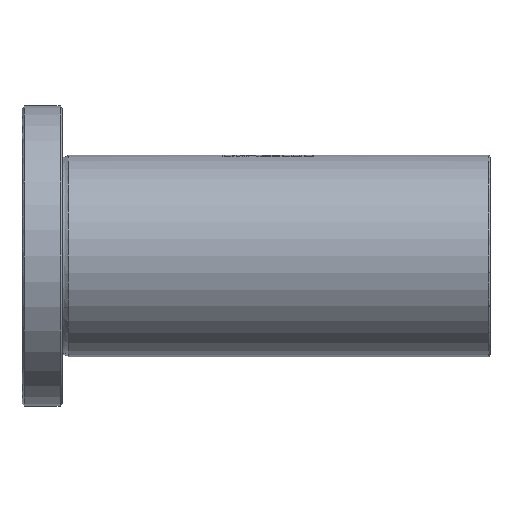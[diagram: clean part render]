
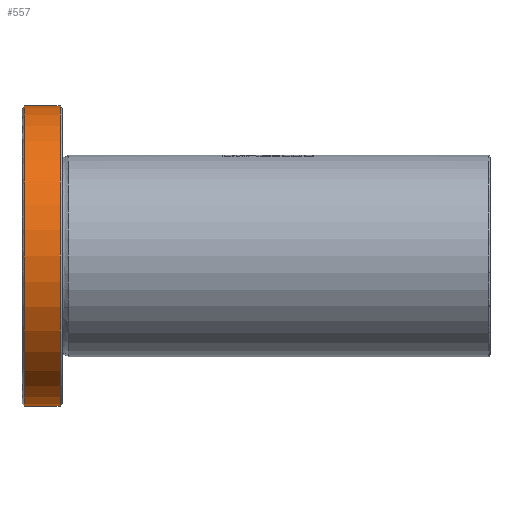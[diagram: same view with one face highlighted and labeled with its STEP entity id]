
A CAD part, front view. The second image highlights one B-rep face of the part: STEP entity #557.
In plain terms, the highlighted cylindrical face has radius 67 mm (diameter 134 mm), a full revolution.
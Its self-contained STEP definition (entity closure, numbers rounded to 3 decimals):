
#511=CYLINDRICAL_SURFACE('',#6346,67.);
#557=ADVANCED_FACE('',(#1219,#1220),#511,.T.);
#1125=CIRCLE('',#6336,67.);
#1126=CIRCLE('',#6337,67.);
#1127=CIRCLE('',#6344,67.);
#1128=CIRCLE('',#6345,67.);
#1219=FACE_BOUND('',#1336,.T.);
#1220=FACE_BOUND('',#1337,.T.);
#1336=EDGE_LOOP('',(#2440,#2441));
#1337=EDGE_LOOP('',(#2442,#2443));
#2440=ORIENTED_EDGE('',*,*,#4722,.T.);
#2441=ORIENTED_EDGE('',*,*,#4723,.T.);
#2442=ORIENTED_EDGE('',*,*,#4734,.F.);
#2443=ORIENTED_EDGE('',*,*,#4735,.F.);
#4128=VERTEX_POINT('',#9408);
#4129=VERTEX_POINT('',#9409);
#4140=VERTEX_POINT('',#9544);
#4141=VERTEX_POINT('',#9545);
#4722=EDGE_CURVE('',#4128,#4129,#1125,.T.);
#4723=EDGE_CURVE('',#4129,#4128,#1126,.T.);
#4734=EDGE_CURVE('',#4140,#4141,#1127,.T.);
#4735=EDGE_CURVE('',#4141,#4140,#1128,.T.);
#6336=AXIS2_PLACEMENT_3D('',#9407,#6831,#6832);
#6337=AXIS2_PLACEMENT_3D('',#9410,#6833,#6834);
#6344=AXIS2_PLACEMENT_3D('',#9543,#6847,#6848);
#6345=AXIS2_PLACEMENT_3D('',#9546,#6849,#6850);
#6346=AXIS2_PLACEMENT_3D('',#9547,#6851,#6852);
#6831=DIRECTION('',(1.,0.,0.));
#6832=DIRECTION('',(0.,0.,-1.));
#6833=DIRECTION('',(1.,0.,0.));
#6834=DIRECTION('',(0.,0.,-1.));
#6847=DIRECTION('',(1.,0.,0.));
#6848=DIRECTION('',(0.,0.,1.));
#6849=DIRECTION('',(1.,0.,0.));
#6850=DIRECTION('',(0.,0.,1.));
#6851=DIRECTION('',(1.,0.,0.));
#6852=DIRECTION('',(0.,0.,-1.));
#9407=CARTESIAN_POINT('',(1.,0.,0.));
#9408=CARTESIAN_POINT('',(1.,0.,-67.));
#9409=CARTESIAN_POINT('',(1.,0.,67.));
#9410=CARTESIAN_POINT('',(1.,0.,0.));
#9543=CARTESIAN_POINT('',(17.,0.,0.));
#9544=CARTESIAN_POINT('',(17.,0.,67.));
#9545=CARTESIAN_POINT('',(17.,0.,-67.));
#9546=CARTESIAN_POINT('',(17.,0.,0.));
#9547=CARTESIAN_POINT('',(1.,0.,0.));
